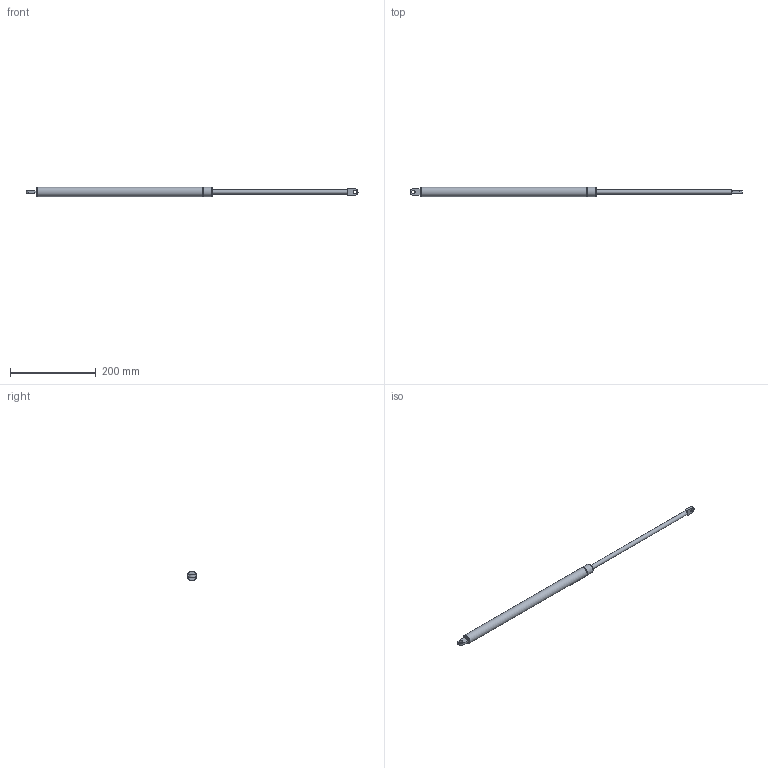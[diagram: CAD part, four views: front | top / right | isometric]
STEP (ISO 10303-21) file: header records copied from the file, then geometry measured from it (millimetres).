
FILE_DESCRIPTION(/* description */ (''),/* implementation_level */ '2;1');
FILE_NAME(/* name */ 'SBG-761.stp',/* time_stamp */ '2025-11-17T17:49:21+09:00',/* author */ ('user'),/* organization */ (''),/* preprocessor_version */ 'ST-DEVELOPER v15.6',/* originating_system */ 'Autodesk Inventor 2015',/* authorisation */ '');
FILE_SCHEMA (('AUTOMOTIVE_DESIGN { 1 0 10303 214 3 1 1 }'));
Length unit declared in the file: millimetre
Products named in the file (1): SBG-761
Bounding box: 776 x 22 x 22 mm (x, y, z)
Volume: 183396 mm3; surface area: 40995.3 mm2
Topology: 1 solids, 1 shells, 36 faces, 83 edges, 54 vertices
Faces by surface type: plane 19, cylinder 11, torus 6
Full cylindrical faces by diameter (mm): 8.2 x2, 10 x1, 19.8 x1, 20.2 x1, 22 x2
Entity records: 1071 total; most frequent: CARTESIAN_POINT 197, DIRECTION 172, ORIENTED_EDGE 142, EDGE_CURVE 71, AXIS2_PLACEMENT_3D 68, EDGE_LOOP 56, VERTEX_POINT 53, LINE 36
